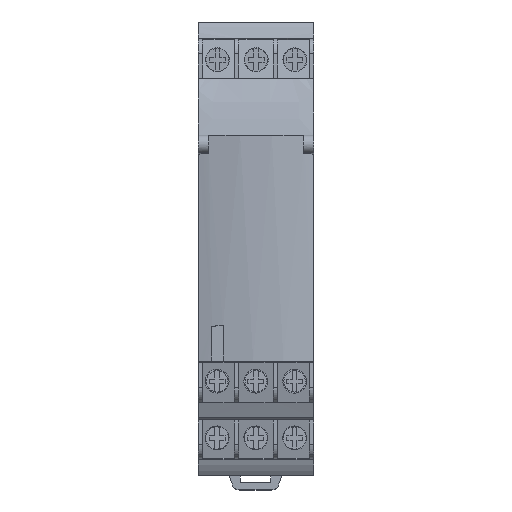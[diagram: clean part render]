
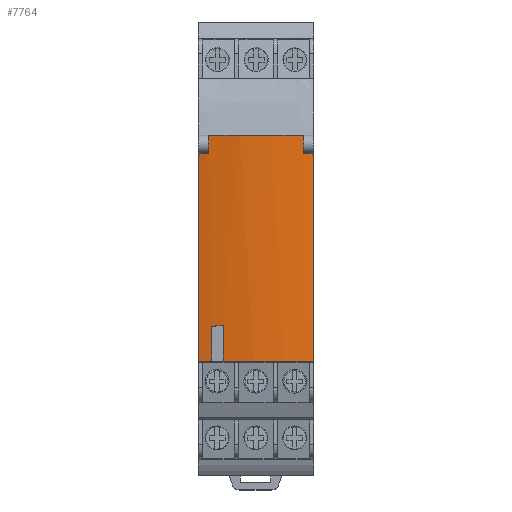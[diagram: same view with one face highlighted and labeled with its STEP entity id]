
A CAD part, top view. The second image highlights one B-rep face of the part: STEP entity #7764.
In plain terms, the highlighted cylindrical face has radius 50.197 mm (diameter 100.394 mm), a partial arc.
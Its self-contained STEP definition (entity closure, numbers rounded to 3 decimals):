
#385=CARTESIAN_POINT('',(11.455,67.48,29.303));
#386=DIRECTION('',(0.,-1.,0.));
#387=DIRECTION('',(0.187,0.,0.982));
#388=AXIS2_PLACEMENT_3D('',#385,#386,#387);
#403=CARTESIAN_POINT('',(20.825,66.85,78.618));
#404=CARTESIAN_POINT('',(20.826,66.85,78.618));
#405=CARTESIAN_POINT('',(20.827,66.851,78.617));
#406=CARTESIAN_POINT('',(20.829,66.851,78.617));
#407=CARTESIAN_POINT('',(20.83,66.851,78.617));
#432=CARTESIAN_POINT('',(20.83,64.509,78.617));
#433=CARTESIAN_POINT('',(20.829,64.509,78.617));
#434=CARTESIAN_POINT('',(20.827,64.509,78.617));
#435=CARTESIAN_POINT('',(20.826,64.51,78.618));
#436=CARTESIAN_POINT('',(20.825,64.51,78.618));
#438=DIRECTION('',(0.,-1.,0.));
#439=VECTOR('',#438,2.34);
#440=CARTESIAN_POINT('',(20.825,66.85,78.618));
#441=LINE('',#440,#439);
#442=DIRECTION('',(0.,-1.,0.));
#443=VECTOR('',#442,0.729);
#444=CARTESIAN_POINT('',(20.83,64.509,78.617));
#445=LINE('',#444,#443);
#446=CARTESIAN_POINT('',(21.906,63.78,78.4));
#447=CARTESIAN_POINT('',(22.206,63.763,78.336));
#448=CARTESIAN_POINT('',(22.506,63.745,78.269));
#449=CARTESIAN_POINT('',(22.805,63.726,78.2));
#451=DIRECTION('',(0.,-1.,0.));
#452=VECTOR('',#451,41.096);
#453=CARTESIAN_POINT('',(22.805,63.726,78.2));
#454=LINE('',#453,#452);
#455=DIRECTION('',(0.,1.,0.));
#456=VECTOR('',#455,7.102);
#457=CARTESIAN_POINT('',(4.905,22.63,79.071));
#458=LINE('',#457,#456);
#459=DIRECTION('',(0.,-1.,0.));
#460=VECTOR('',#459,6.906);
#461=CARTESIAN_POINT('',(2.705,29.536,78.731));
#462=LINE('',#461,#460);
#463=DIRECTION('',(0.,1.,0.));
#464=VECTOR('',#463,41.096);
#465=CARTESIAN_POINT('',(0.105,22.63,78.2));
#466=LINE('',#465,#464);
#467=CARTESIAN_POINT('',(0.105,63.726,78.2));
#468=CARTESIAN_POINT('',(0.404,63.745,78.269));
#469=CARTESIAN_POINT('',(0.704,63.763,78.336));
#470=CARTESIAN_POINT('',(1.004,63.78,78.4));
#472=DIRECTION('',(0.,1.,0.));
#473=VECTOR('',#472,0.728);
#474=CARTESIAN_POINT('',(2.075,63.78,78.616));
#475=LINE('',#474,#473);
#476=DIRECTION('',(0.,1.,0.));
#477=VECTOR('',#476,0.628);
#478=CARTESIAN_POINT('',(2.075,66.852,78.616));
#479=LINE('',#478,#477);
#480=DIRECTION('',(0.,-1.,0.));
#481=VECTOR('',#480,0.629);
#482=CARTESIAN_POINT('',(20.83,67.48,78.617));
#483=LINE('',#482,#481);
#564=CARTESIAN_POINT('',(11.455,22.63,29.303));
#565=DIRECTION('',(0.,1.,0.));
#566=DIRECTION('',(-0.13,0.,0.991));
#567=AXIS2_PLACEMENT_3D('',#564,#565,#566);
#577=CARTESIAN_POINT('',(2.705,29.536,78.731));
#578=CARTESIAN_POINT('',(3.436,29.601,78.861));
#579=CARTESIAN_POINT('',(4.169,29.667,78.974));
#580=CARTESIAN_POINT('',(4.905,29.732,79.071));
#590=CARTESIAN_POINT('',(11.455,22.63,29.303));
#591=DIRECTION('',(0.,1.,0.));
#592=DIRECTION('',(-0.226,0.,0.974));
#593=AXIS2_PLACEMENT_3D('',#590,#591,#592);
#5993=DIRECTION('',(0.,-1.,0.));
#5994=VECTOR('',#5993,2.345);
#5995=CARTESIAN_POINT('',(2.075,66.852,78.616));
#5996=LINE('',#5995,#5994);
#6015=CARTESIAN_POINT('',(11.455,63.78,29.303));
#6016=DIRECTION('',(0.,-1.,0.));
#6017=DIRECTION('',(-0.187,0.,0.982));
#6018=AXIS2_PLACEMENT_3D('',#6015,#6016,#6017);
#6024=CARTESIAN_POINT('',(11.455,63.78,29.303));
#6025=DIRECTION('',(0.,-1.,0.));
#6026=DIRECTION('',(0.208,0.,0.978));
#6027=AXIS2_PLACEMENT_3D('',#6024,#6025,#6026);
#6955=VERTEX_POINT('',#446);
#6956=VERTEX_POINT('',#449);
#6959=CARTESIAN_POINT('',(20.83,63.78,78.617));
#6960=VERTEX_POINT('',#6959);
#6961=CARTESIAN_POINT('',(20.83,67.48,78.617));
#6962=CARTESIAN_POINT('',(2.075,67.48,78.616));
#6963=VERTEX_POINT('',#6961);
#6964=VERTEX_POINT('',#6962);
#6966=CARTESIAN_POINT('',(2.075,63.78,78.616));
#6968=VERTEX_POINT('',#6966);
#6969=CARTESIAN_POINT('',(22.805,22.63,78.2));
#6970=VERTEX_POINT('',#6969);
#6971=CARTESIAN_POINT('',(4.905,22.63,79.071));
#6972=VERTEX_POINT('',#6971);
#6973=CARTESIAN_POINT('',(4.905,29.732,79.071));
#6974=VERTEX_POINT('',#6973);
#6975=VERTEX_POINT('',#577);
#6976=CARTESIAN_POINT('',(2.705,22.63,78.731));
#6977=VERTEX_POINT('',#6976);
#6978=CARTESIAN_POINT('',(0.105,22.63,78.2));
#6979=VERTEX_POINT('',#6978);
#6980=CARTESIAN_POINT('',(0.105,63.726,78.2));
#6981=VERTEX_POINT('',#6980);
#6982=VERTEX_POINT('',#470);
#7009=CARTESIAN_POINT('',(2.075,64.508,78.616));
#7010=VERTEX_POINT('',#7009);
#7012=CARTESIAN_POINT('',(2.075,66.852,78.616));
#7014=VERTEX_POINT('',#7012);
#7015=CARTESIAN_POINT('',(20.825,66.85,78.618));
#7016=CARTESIAN_POINT('',(20.825,64.51,78.618));
#7017=VERTEX_POINT('',#7015);
#7018=VERTEX_POINT('',#7016);
#7019=CARTESIAN_POINT('',(20.83,64.509,78.617));
#7021=VERTEX_POINT('',#7019);
#7024=CARTESIAN_POINT('',(20.83,66.851,78.617));
#7026=VERTEX_POINT('',#7024);
#7721=CARTESIAN_POINT('',(11.455,67.38,29.303));
#7722=DIRECTION('',(0.,-1.,0.));
#7723=DIRECTION('',(1.,0.,0.));
#7724=AXIS2_PLACEMENT_3D('',#7721,#7722,#7723);
#7725=CYLINDRICAL_SURFACE('',#7724,50.197);
#7726=ORIENTED_EDGE('',*,*,#7715,.T.);
#7727=ORIENTED_EDGE('',*,*,#7705,.F.);
#7729=ORIENTED_EDGE('',*,*,#7728,.T.);
#7731=ORIENTED_EDGE('',*,*,#7730,.F.);
#7733=ORIENTED_EDGE('',*,*,#7732,.T.);
#7735=ORIENTED_EDGE('',*,*,#7734,.T.);
#7737=ORIENTED_EDGE('',*,*,#7736,.F.);
#7739=ORIENTED_EDGE('',*,*,#7738,.T.);
#7741=ORIENTED_EDGE('',*,*,#7740,.F.);
#7743=ORIENTED_EDGE('',*,*,#7742,.T.);
#7745=ORIENTED_EDGE('',*,*,#7744,.F.);
#7747=ORIENTED_EDGE('',*,*,#7746,.T.);
#7749=ORIENTED_EDGE('',*,*,#7748,.T.);
#7751=ORIENTED_EDGE('',*,*,#7750,.F.);
#7753=ORIENTED_EDGE('',*,*,#7752,.T.);
#7755=ORIENTED_EDGE('',*,*,#7754,.F.);
#7757=ORIENTED_EDGE('',*,*,#7756,.T.);
#7758=ORIENTED_EDGE('',*,*,#7675,.F.);
#7760=ORIENTED_EDGE('',*,*,#7759,.T.);
#7761=ORIENTED_EDGE('',*,*,#7695,.F.);
#7762=EDGE_LOOP('',(#7726,#7727,#7729,#7731,#7733,#7735,#7737,#7739,#7741,#7743,
#7745,#7747,#7749,#7751,#7753,#7755,#7757,#7758,#7760,#7761));
#7763=FACE_OUTER_BOUND('',#7762,.F.);
#389=CIRCLE('',#388,50.197);
#408=B_SPLINE_CURVE_WITH_KNOTS('',3,(#403,#404,#405,#406,#407),.UNSPECIFIED.,
.F.,.F.,(4,1,4),(0.,0.5,1.),.UNSPECIFIED.);
#437=B_SPLINE_CURVE_WITH_KNOTS('',3,(#432,#433,#434,#435,#436),.UNSPECIFIED.,
.F.,.F.,(4,1,4),(0.,0.5,1.),.UNSPECIFIED.);
#450=B_SPLINE_CURVE_WITH_KNOTS('',3,(#446,#447,#448,#449),.UNSPECIFIED.,.F.,.F.,
(4,4),(0.,1.),.UNSPECIFIED.);
#471=B_SPLINE_CURVE_WITH_KNOTS('',3,(#467,#468,#469,#470),.UNSPECIFIED.,.F.,.F.,
(4,4),(0.,1.),.UNSPECIFIED.);
#568=CIRCLE('',#567,50.197);
#581=B_SPLINE_CURVE_WITH_KNOTS('',3,(#577,#578,#579,#580),.UNSPECIFIED.,.F.,.F.,
(4,4),(0.,1.),.UNSPECIFIED.);
#594=CIRCLE('',#593,50.197);
#6019=CIRCLE('',#6018,50.197);
#6028=CIRCLE('',#6027,50.197);
#7675=EDGE_CURVE('',#6963,#6964,#389,.T.);
#7695=EDGE_CURVE('',#7017,#7026,#408,.T.);
#7705=EDGE_CURVE('',#7021,#7018,#437,.T.);
#7715=EDGE_CURVE('',#7017,#7018,#441,.T.);
#7728=EDGE_CURVE('',#7021,#6960,#445,.T.);
#7730=EDGE_CURVE('',#6955,#6960,#6028,.T.);
#7732=EDGE_CURVE('',#6955,#6956,#450,.T.);
#7734=EDGE_CURVE('',#6956,#6970,#454,.T.);
#7736=EDGE_CURVE('',#6972,#6970,#568,.T.);
#7738=EDGE_CURVE('',#6972,#6974,#458,.T.);
#7740=EDGE_CURVE('',#6975,#6974,#581,.T.);
#7742=EDGE_CURVE('',#6975,#6977,#462,.T.);
#7744=EDGE_CURVE('',#6979,#6977,#594,.T.);
#7746=EDGE_CURVE('',#6979,#6981,#466,.T.);
#7748=EDGE_CURVE('',#6981,#6982,#471,.T.);
#7750=EDGE_CURVE('',#6968,#6982,#6019,.T.);
#7752=EDGE_CURVE('',#6968,#7010,#475,.T.);
#7754=EDGE_CURVE('',#7014,#7010,#5996,.T.);
#7756=EDGE_CURVE('',#7014,#6964,#479,.T.);
#7759=EDGE_CURVE('',#6963,#7026,#483,.T.);
#7764=ADVANCED_FACE('',(#7763),#7725,.T.);
